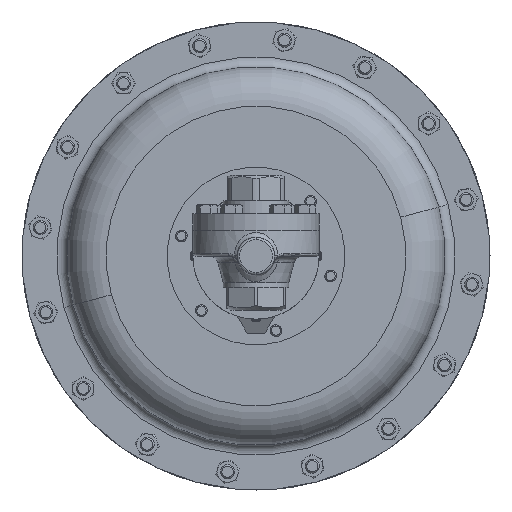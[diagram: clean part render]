
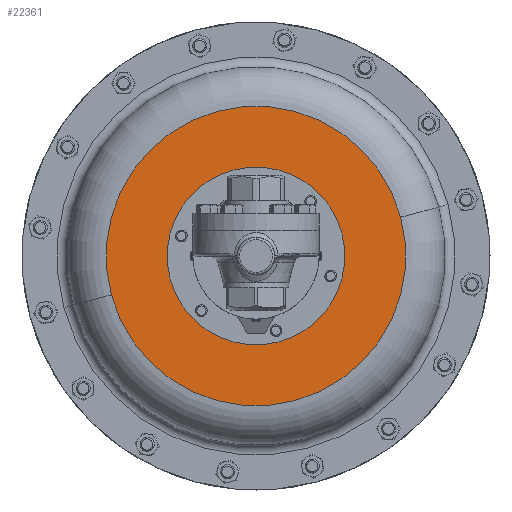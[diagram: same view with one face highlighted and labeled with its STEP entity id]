
A CAD part, front view. The second image highlights one B-rep face of the part: STEP entity #22361.
In plain terms, the highlighted planar face has unit normal (0, -1, 0).
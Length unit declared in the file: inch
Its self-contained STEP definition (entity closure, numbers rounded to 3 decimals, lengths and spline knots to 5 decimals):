
#431 = FACE_BOUND ( 'NONE', #13169, .T. ) ;
#1107 = CARTESIAN_POINT ( 'NONE',  ( -1.94802, 9.06226, 2.35732 ) ) ;
#1847 = AXIS2_PLACEMENT_3D ( 'NONE', #2525, #17721, #4703 ) ;
#2525 = CARTESIAN_POINT ( 'NONE',  ( 1.91568, 9.06226, 3.3926 ) ) ;
#3140 = AXIS2_PLACEMENT_3D ( 'NONE', #17966, #4928, #20119 ) ;
#3522 = PLANE ( 'NONE',  #19302 ) ;
#3760 = CIRCLE ( 'NONE', #1847, 2.375 ) ;
#4703 = DIRECTION ( 'NONE',  ( 0.707, 0., -0.707 ) ) ;
#4928 = DIRECTION ( 'NONE',  ( 0., 1., 0. ) ) ;
#5692 = DIRECTION ( 'NONE',  ( 0., -1., 0. ) ) ;
#6192 = FACE_OUTER_BOUND ( 'NONE', #17841, .T. ) ;
#8794 = ORIENTED_EDGE ( 'NONE', *, *, #17569, .F. ) ;
#9042 = VERTEX_POINT ( 'NONE', #12003 ) ;
#10039 = CARTESIAN_POINT ( 'NONE',  ( 0.2363, 9.06226, 5.07198 ) ) ;
#11334 = DIRECTION ( 'NONE',  ( 0., 1., 0. ) ) ;
#12003 = CARTESIAN_POINT ( 'NONE',  ( 5.77938, 9.06226, 4.42788 ) ) ;
#12415 = CARTESIAN_POINT ( 'NONE',  ( 1.91568, 9.06226, 3.3926 ) ) ;
#13169 = EDGE_LOOP ( 'NONE', ( #21315, #14592 ) ) ;
#13810 = CIRCLE ( 'NONE', #27645, 4. ) ;
#14592 = ORIENTED_EDGE ( 'NONE', *, *, #24297, .T. ) ;
#14613 = DIRECTION ( 'NONE',  ( 0.966, 0., 0.259 ) ) ;
#14741 = VERTEX_POINT ( 'NONE', #10039 ) ;
#15314 = CIRCLE ( 'NONE', #3140, 2.375 ) ;
#15506 = EDGE_CURVE ( 'NONE', #9042, #25444, #13810, .T. ) ;
#17569 = EDGE_CURVE ( 'NONE', #25444, #9042, #27354, .T. ) ;
#17721 = DIRECTION ( 'NONE',  ( 0., 1., 0. ) ) ;
#17841 = EDGE_LOOP ( 'NONE', ( #23719, #8794 ) ) ;
#17966 = CARTESIAN_POINT ( 'NONE',  ( 1.91568, 9.06226, 3.3926 ) ) ;
#18730 = CARTESIAN_POINT ( 'NONE',  ( 2.95096, 9.06226, -0.4711 ) ) ;
#19302 = AXIS2_PLACEMENT_3D ( 'NONE', #18730, #5692, #20903 ) ;
#19457 = AXIS2_PLACEMENT_3D ( 'NONE', #12415, #27644, #14613 ) ;
#20119 = DIRECTION ( 'NONE',  ( 0.707, 0., -0.707 ) ) ;
#20903 = DIRECTION ( 'NONE',  ( -0.966, 0., -0.259 ) ) ;
#21315 = ORIENTED_EDGE ( 'NONE', *, *, #24971, .T. ) ;
#22348 = VERTEX_POINT ( 'NONE', #27405 ) ;
#22361 = ADVANCED_FACE ( 'NONE', ( #6192, #431 ), #3522, .T. ) ;
#23719 = ORIENTED_EDGE ( 'NONE', *, *, #15506, .F. ) ;
#24297 = EDGE_CURVE ( 'NONE', #22348, #14741, #3760, .T. ) ;
#24376 = CARTESIAN_POINT ( 'NONE',  ( 1.91568, 9.06226, 3.3926 ) ) ;
#24971 = EDGE_CURVE ( 'NONE', #14741, #22348, #15314, .T. ) ;
#25444 = VERTEX_POINT ( 'NONE', #1107 ) ;
#26573 = DIRECTION ( 'NONE',  ( 0.966, 0., 0.259 ) ) ;
#27354 = CIRCLE ( 'NONE', #19457, 4. ) ;
#27405 = CARTESIAN_POINT ( 'NONE',  ( 3.59506, 9.06226, 1.71322 ) ) ;
#27644 = DIRECTION ( 'NONE',  ( 0., 1., 0. ) ) ;
#27645 = AXIS2_PLACEMENT_3D ( 'NONE', #24376, #11334, #26573 ) ;
